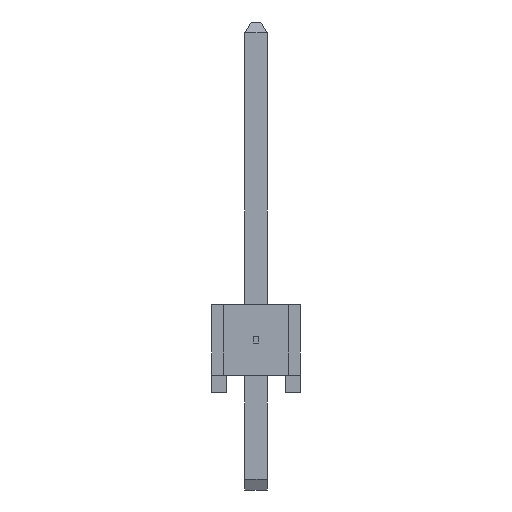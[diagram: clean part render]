
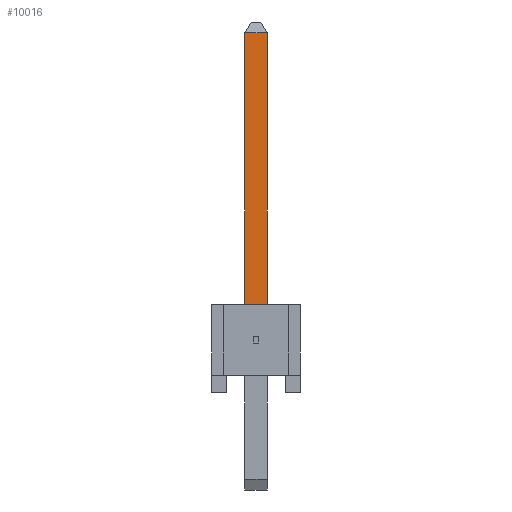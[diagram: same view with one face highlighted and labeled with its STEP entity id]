
A CAD part, left-side view. The second image highlights one B-rep face of the part: STEP entity #10016.
In plain terms, the highlighted planar face has unit normal (-1, 0, 0).
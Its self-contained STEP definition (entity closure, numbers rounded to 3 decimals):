
#10016 = ADVANCED_FACE('',(#10017),#10051,.F.);
#10017 = FACE_BOUND('',#10018,.T.);
#10018 = EDGE_LOOP('',(#10019,#10029,#10037,#10045));
#10019 = ORIENTED_EDGE('',*,*,#10020,.T.);
#10020 = EDGE_CURVE('',#10021,#10023,#10025,.T.);
#10021 = VERTEX_POINT('',#10022);
#10022 = CARTESIAN_POINT('',(-9.208,13.157,0.318));
#10023 = VERTEX_POINT('',#10024);
#10024 = CARTESIAN_POINT('',(-9.208,13.157,-0.318));
#10025 = LINE('',#10026,#10027);
#10026 = CARTESIAN_POINT('',(-9.208,13.157,2.54));
#10027 = VECTOR('',#10028,1.);
#10028 = DIRECTION('',(0.,0.,-1.));
#10029 = ORIENTED_EDGE('',*,*,#10030,.T.);
#10030 = EDGE_CURVE('',#10023,#10031,#10033,.T.);
#10031 = VERTEX_POINT('',#10032);
#10032 = CARTESIAN_POINT('',(-9.208,4.191,-0.318));
#10033 = LINE('',#10034,#10035);
#10034 = CARTESIAN_POINT('',(-9.208,13.462,-0.318));
#10035 = VECTOR('',#10036,1.);
#10036 = DIRECTION('',(0.,-1.,0.));
#10037 = ORIENTED_EDGE('',*,*,#10038,.F.);
#10038 = EDGE_CURVE('',#10039,#10031,#10041,.T.);
#10039 = VERTEX_POINT('',#10040);
#10040 = CARTESIAN_POINT('',(-9.208,4.191,0.318));
#10041 = LINE('',#10042,#10043);
#10042 = CARTESIAN_POINT('',(-9.208,4.191,0.318));
#10043 = VECTOR('',#10044,1.);
#10044 = DIRECTION('',(0.,0.,-1.));
#10045 = ORIENTED_EDGE('',*,*,#10046,.F.);
#10046 = EDGE_CURVE('',#10021,#10039,#10047,.T.);
#10047 = LINE('',#10048,#10049);
#10048 = CARTESIAN_POINT('',(-9.208,13.462,0.318));
#10049 = VECTOR('',#10050,1.);
#10050 = DIRECTION('',(0.,-1.,0.));
#10051 = PLANE('',#10052);
#10052 = AXIS2_PLACEMENT_3D('',#10053,#10054,#10055);
#10053 = CARTESIAN_POINT('',(-9.208,13.462,0.318));
#10054 = DIRECTION('',(1.,0.,0.));
#10055 = DIRECTION('',(0.,0.,-1.));
